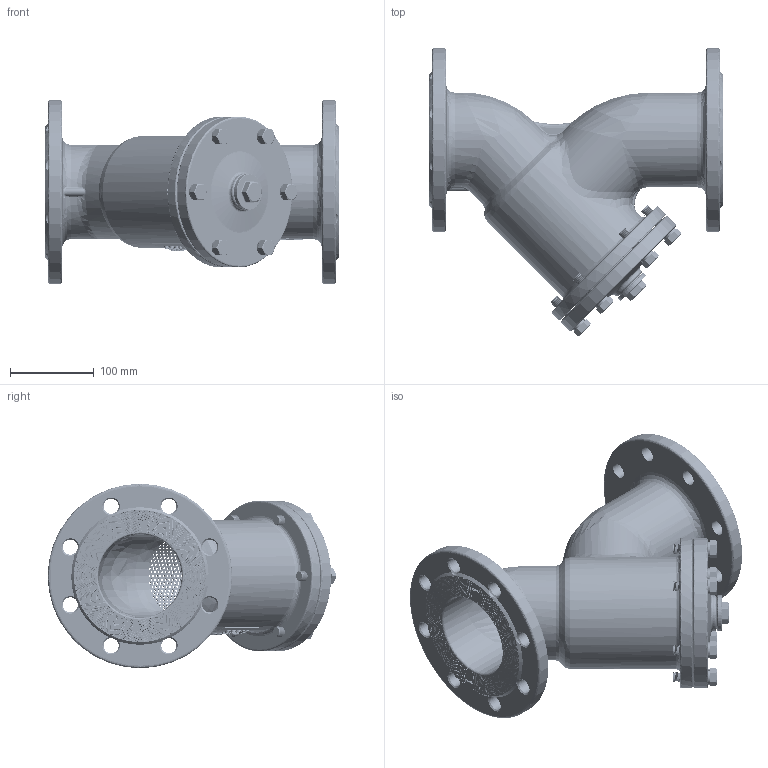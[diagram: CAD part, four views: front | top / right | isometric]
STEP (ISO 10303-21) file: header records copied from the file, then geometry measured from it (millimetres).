
FILE_DESCRIPTION (( 'STEP AP203' ), '1' );
FILE_NAME ('Series YS PN16 DN100.STEP', '2019-04-02T06:59:57', ( '' ), ( '' ), 'SwSTEP 2.0', 'SolidWorks 2013', '' );
FILE_SCHEMA (( 'CONFIG_CONTROL_DESIGN' ));
Products named in the file (1): Series YS PN16 DN100
Bounding box: 350 x 344.24 x 220 mm (x, y, z)
Volume: 2630740.8 mm3; surface area: 677870.8 mm2
Topology: 18 solids, 18 shells, 5571 faces, 16318 edges, 10810 vertices
Faces by surface type: cylinder 4242, cone 531, bspline 474, plane 324
Entity records: 575215 total; most frequent: CARTESIAN_POINT 441746, ORIENTED_EDGE 32632, DIRECTION 16706, EDGE_CURVE 16316, VERTEX_POINT 10810, B_SPLINE_CURVE_WITH_KNOTS 10511, EDGE_LOOP 9412, AXIS2_PLACEMENT_3D 5890
